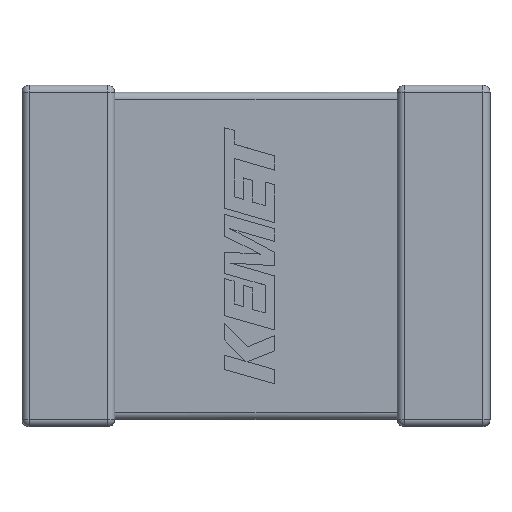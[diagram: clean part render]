
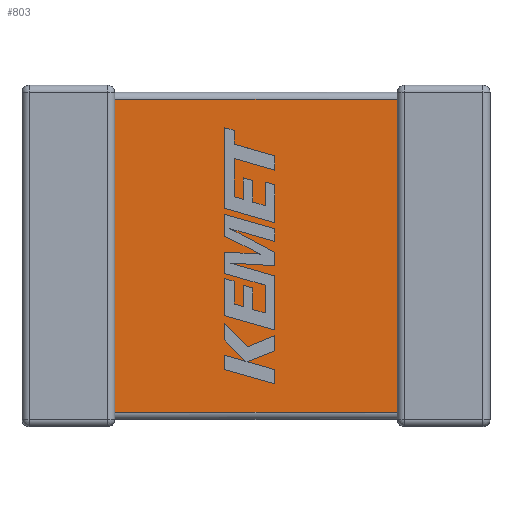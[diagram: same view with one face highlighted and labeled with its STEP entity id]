
A CAD part, top view. The second image highlights one B-rep face of the part: STEP entity #803.
In plain terms, the highlighted face is planar.
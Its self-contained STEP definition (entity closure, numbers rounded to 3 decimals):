
#307 = VERTEX_POINT('',#308);
#308 = CARTESIAN_POINT('',(0.95,1.327,-3.354));
#336 = VERTEX_POINT('',#337);
#337 = CARTESIAN_POINT('',(0.95,1.327,-0.146));
#803 = ADVANCED_FACE('',(#804),#834,.F.);
#804 = FACE_BOUND('',#805,.T.);
#805 = EDGE_LOOP('',(#806,#816,#822,#828));
#806 = ORIENTED_EDGE('',*,*,#807,.F.);
#807 = EDGE_CURVE('',#808,#810,#812,.T.);
#808 = VERTEX_POINT('',#809);
#809 = CARTESIAN_POINT('',(3.85,1.327,-3.354));
#810 = VERTEX_POINT('',#811);
#811 = CARTESIAN_POINT('',(3.85,1.327,-0.146));
#812 = LINE('',#813,#814);
#813 = CARTESIAN_POINT('',(3.85,1.327,-3.5));
#814 = VECTOR('',#815,1.);
#815 = DIRECTION('',(-0.,-0.,1.));
#816 = ORIENTED_EDGE('',*,*,#817,.T.);
#817 = EDGE_CURVE('',#808,#307,#818,.T.);
#818 = LINE('',#819,#820);
#819 = CARTESIAN_POINT('',(0.95,1.327,-3.354));
#820 = VECTOR('',#821,1.);
#821 = DIRECTION('',(-1.,-0.,-0.));
#822 = ORIENTED_EDGE('',*,*,#823,.T.);
#823 = EDGE_CURVE('',#307,#336,#824,.T.);
#824 = LINE('',#825,#826);
#825 = CARTESIAN_POINT('',(0.95,1.327,-3.5));
#826 = VECTOR('',#827,1.);
#827 = DIRECTION('',(-0.,-0.,1.));
#828 = ORIENTED_EDGE('',*,*,#829,.T.);
#829 = EDGE_CURVE('',#336,#810,#830,.T.);
#830 = LINE('',#831,#832);
#831 = CARTESIAN_POINT('',(3.85,1.327,-0.146));
#832 = VECTOR('',#833,1.);
#833 = DIRECTION('',(1.,0.,-0.));
#834 = PLANE('',#835);
#835 = AXIS2_PLACEMENT_3D('',#836,#837,#838);
#836 = CARTESIAN_POINT('',(0.95,1.327,-3.5));
#837 = DIRECTION('',(0.,-1.,0.));
#838 = DIRECTION('',(0.,-0.,-1.));
